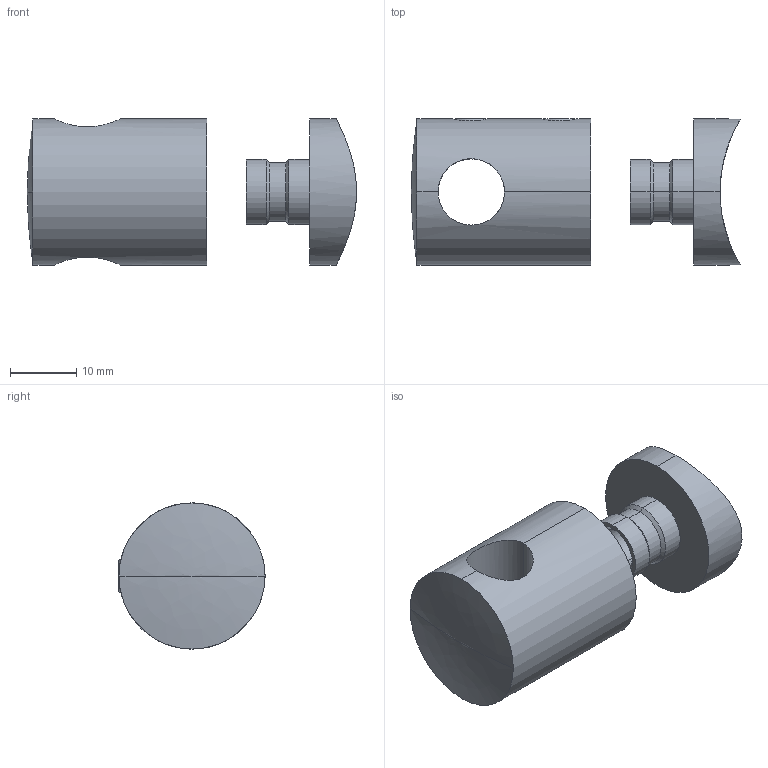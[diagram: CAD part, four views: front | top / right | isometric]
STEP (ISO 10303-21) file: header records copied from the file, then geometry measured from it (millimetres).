
FILE_DESCRIPTION (( 'STEP AP203' ), '1' );
FILE_NAME ('3D_GT3402_42.4x10_18873320.STEP', '2024-10-21T09:07:04', ( '' ), ( '' ), 'SwSTEP 2.0', 'SolidWorks 2023', '' );
FILE_SCHEMA (( 'CONFIG_CONTROL_DESIGN' ));
Length unit declared in the file: millimetre
Products named in the file (1): 3D_GT3402_42.4x10_18873320
Bounding box: 49.54 x 22 x 22 mm (x, y, z)
Volume: 9641.3 mm3; surface area: 5074.5 mm2
Topology: 2 solids, 2 shells, 77 faces, 175 edges, 104 vertices
Faces by surface type: cylinder 29, plane 21, cone 12, bspline 10, torus 5
Entity records: 6788 total; most frequent: CARTESIAN_POINT 5084, ORIENTED_EDGE 342, DIRECTION 316, EDGE_CURVE 171, AXIS2_PLACEMENT_3D 123, VERTEX_POINT 104, EDGE_LOOP 87, FACE_OUTER_BOUND 77
